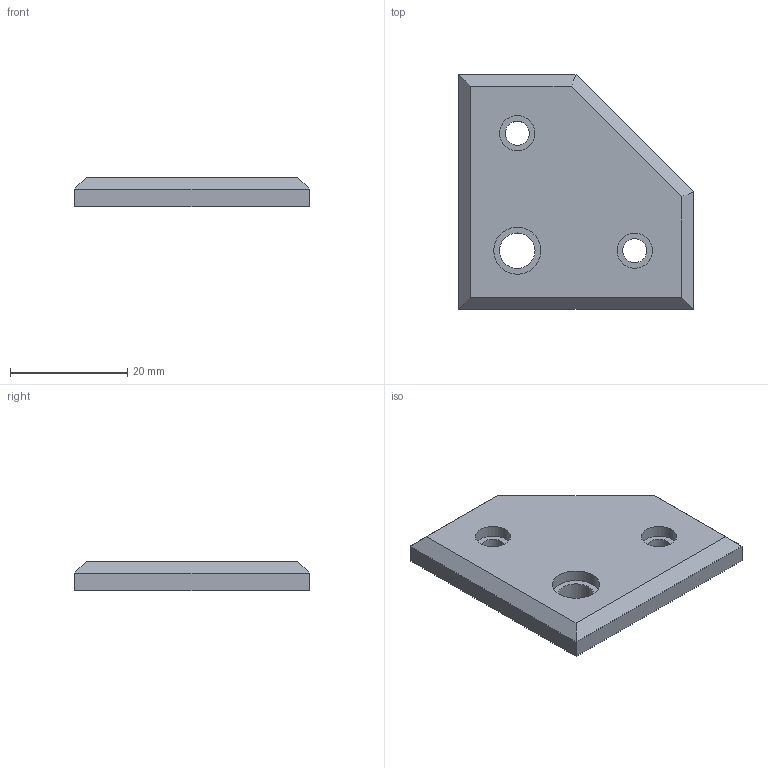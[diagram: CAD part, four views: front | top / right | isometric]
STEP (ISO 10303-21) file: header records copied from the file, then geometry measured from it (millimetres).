
FILE_DESCRIPTION( ( '' ), ' ' );
FILE_NAME( '56b7cf54e4b05b02177345ed.step', '2016-02-07T23:12:20', ( '' ), ( '' ), ' ', ' ', ' ' );
FILE_SCHEMA( ( 'AUTOMOTIVE_DESIGN { 1 0 10303 214 1 1 1 1 }' ) );
Length unit declared in the file: metre
Products named in the file (1): Pocket
Bounding box: 40 x 40 x 5 mm (x, y, z)
Volume: 6334.4 mm3; surface area: 3511.4 mm2
Topology: 1 solids, 1 shells, 21 faces, 43 edges, 27 vertices
Faces by surface type: plane 15, cylinder 6
Full cylindrical faces by diameter (mm): 4.1 x2, 6 x2, 6.03 x1, 8.03 x1
Entity records: 880 total; most frequent: DIRECTION 93, CARTESIAN_POINT 86, ORIENTED_EDGE 74, STYLED_ITEM 54, PRESENTATION_STYLE_ASSIGNMENT 54, COLOUR_RGB 54, EDGE_CURVE 37, EDGE_LOOP 36
